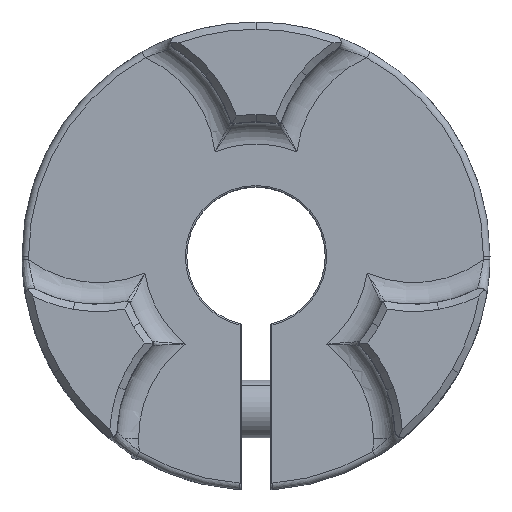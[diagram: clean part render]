
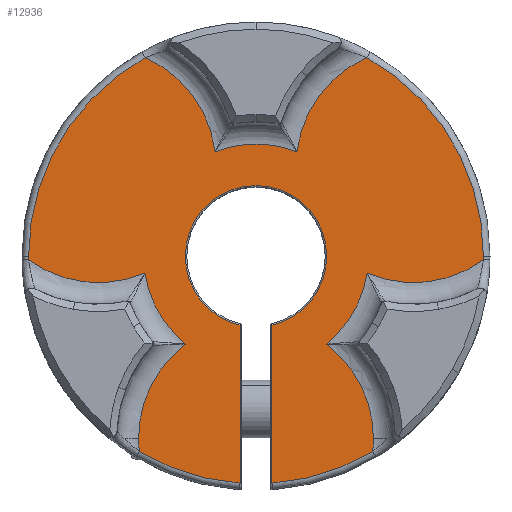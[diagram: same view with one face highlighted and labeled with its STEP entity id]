
A CAD part, top view. The second image highlights one B-rep face of the part: STEP entity #12936.
In plain terms, the highlighted planar face has unit normal (0, 0, 1).
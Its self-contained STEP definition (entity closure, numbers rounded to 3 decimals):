
#9588=CARTESIAN_POINT('',(-1.1,-4.739,10.4));
#9589=VERTEX_POINT('',#9588);
#10737=CARTESIAN_POINT('',(-1.1,-15.611,10.4));
#10738=VERTEX_POINT('',#10737);
#10982=CARTESIAN_POINT('',(1.1,-4.739,10.4));
#10983=VERTEX_POINT('',#10982);
#11026=CARTESIAN_POINT('',(-4.865,0.,10.4));
#11027=VERTEX_POINT('',#11026);
#11035=CARTESIAN_POINT('',(0.,0.,10.4));
#11036=DIRECTION('',(0.,0.,1.));
#11037=DIRECTION('',(1.,0.,-0.));
#11038=AXIS2_PLACEMENT_3D('',#11035,#11036,#11037);
#11039=CIRCLE('',#11038,4.865);
#11040=EDGE_CURVE('',#11027,#9589,#11039,.T.);
#12098=CARTESIAN_POINT('',(1.1,-15.611,10.4));
#12099=VERTEX_POINT('',#12098);
#12213=CARTESIAN_POINT('',(8.025,-13.436,10.4));
#12214=VERTEX_POINT('',#12213);
#12225=CARTESIAN_POINT('',(0.,0.,10.4));
#12226=DIRECTION('',(-0.,-0.,-1.));
#12227=DIRECTION('',(1.,0.,-0.));
#12228=AXIS2_PLACEMENT_3D('',#12225,#12226,#12227);
#12229=CIRCLE('',#12228,15.65);
#12230=EDGE_CURVE('',#12214,#12099,#12229,.T.);
#12757=CARTESIAN_POINT('',(0.,0.,10.4));
#12758=DIRECTION('',(0.,0.,1.));
#12759=DIRECTION('',(1.,0.,0.));
#12760=AXIS2_PLACEMENT_3D('',#12757,#12758,#12759);
#12761=PLANE('',#12760);
#12762=CARTESIAN_POINT('',(1.1,-115.613,10.4));
#12763=DIRECTION('',(-0.,1.,-0.));
#12764=VECTOR('',#12763,108.723);
#12765=LINE('',#12762,#12764);
#12766=EDGE_CURVE('',#12099,#10983,#12765,.T.);
#12767=ORIENTED_EDGE('',*,*,#12766,.F.);
#12768=ORIENTED_EDGE('',*,*,#12230,.F.);
#12769=CARTESIAN_POINT('',(8.077,-12.52,10.4));
#12770=VERTEX_POINT('',#12769);
#12771=CARTESIAN_POINT('',(-0.,-12.52,10.4));
#12772=DIRECTION('',(-0.,-0.,-1.));
#12773=DIRECTION('',(1.,0.,-0.));
#12774=AXIS2_PLACEMENT_3D('',#12771,#12772,#12773);
#12775=CIRCLE('',#12774,8.077);
#12776=EDGE_CURVE('',#12770,#12214,#12775,.T.);
#12777=ORIENTED_EDGE('',*,*,#12776,.F.);
#12778=CARTESIAN_POINT('',(4.823,-6.041,10.4));
#12779=VERTEX_POINT('',#12778);
#12780=CARTESIAN_POINT('',(-0.,-12.52,10.4));
#12781=DIRECTION('',(-0.,-0.,-1.));
#12782=DIRECTION('',(1.,0.,-0.));
#12783=AXIS2_PLACEMENT_3D('',#12780,#12781,#12782);
#12784=CIRCLE('',#12783,8.077);
#12785=EDGE_CURVE('',#12779,#12770,#12784,.T.);
#12786=ORIENTED_EDGE('',*,*,#12785,.F.);
#12787=CARTESIAN_POINT('',(7.643,-1.156,10.4));
#12788=VERTEX_POINT('',#12787);
#12789=CARTESIAN_POINT('',(0.,0.,10.4));
#12790=DIRECTION('',(-0.,-0.,-1.));
#12791=DIRECTION('',(1.,0.,-0.));
#12792=AXIS2_PLACEMENT_3D('',#12789,#12790,#12791);
#12793=CIRCLE('',#12792,7.73);
#12794=EDGE_CURVE('',#12788,#12779,#12793,.T.);
#12795=ORIENTED_EDGE('',*,*,#12794,.F.);
#12796=CARTESIAN_POINT('',(15.648,-0.232,10.4));
#12797=VERTEX_POINT('',#12796);
#12798=CARTESIAN_POINT('',(10.843,6.26,10.4));
#12799=DIRECTION('',(-0.,-0.,-1.));
#12800=DIRECTION('',(1.,0.,-0.));
#12801=AXIS2_PLACEMENT_3D('',#12798,#12799,#12800);
#12802=CIRCLE('',#12801,8.077);
#12803=EDGE_CURVE('',#12797,#12788,#12802,.T.);
#12804=ORIENTED_EDGE('',*,*,#12803,.F.);
#12805=CARTESIAN_POINT('',(15.65,-0.,10.4));
#12806=VERTEX_POINT('',#12805);
#12807=CARTESIAN_POINT('',(0.,0.,10.4));
#12808=DIRECTION('',(-0.,-0.,-1.));
#12809=DIRECTION('',(1.,0.,-0.));
#12810=AXIS2_PLACEMENT_3D('',#12807,#12808,#12809);
#12811=CIRCLE('',#12810,15.65);
#12812=EDGE_CURVE('',#12806,#12797,#12811,.T.);
#12813=ORIENTED_EDGE('',*,*,#12812,.F.);
#12814=CARTESIAN_POINT('',(7.623,13.668,10.4));
#12815=VERTEX_POINT('',#12814);
#12816=CARTESIAN_POINT('',(0.,0.,10.4));
#12817=DIRECTION('',(-0.,-0.,-1.));
#12818=DIRECTION('',(1.,0.,-0.));
#12819=AXIS2_PLACEMENT_3D('',#12816,#12817,#12818);
#12820=CIRCLE('',#12819,15.65);
#12821=EDGE_CURVE('',#12815,#12806,#12820,.T.);
#12822=ORIENTED_EDGE('',*,*,#12821,.F.);
#12823=CARTESIAN_POINT('',(2.82,7.197,10.4));
#12824=VERTEX_POINT('',#12823);
#12825=CARTESIAN_POINT('',(10.843,6.26,10.4));
#12826=DIRECTION('',(-0.,-0.,-1.));
#12827=DIRECTION('',(1.,0.,-0.));
#12828=AXIS2_PLACEMENT_3D('',#12825,#12826,#12827);
#12829=CIRCLE('',#12828,8.077);
#12830=EDGE_CURVE('',#12824,#12815,#12829,.T.);
#12831=ORIENTED_EDGE('',*,*,#12830,.F.);
#12832=CARTESIAN_POINT('',(-2.82,7.197,10.4));
#12833=VERTEX_POINT('',#12832);
#12834=CARTESIAN_POINT('',(0.,0.,10.4));
#12835=DIRECTION('',(-0.,-0.,-1.));
#12836=DIRECTION('',(1.,0.,-0.));
#12837=AXIS2_PLACEMENT_3D('',#12834,#12835,#12836);
#12838=CIRCLE('',#12837,7.73);
#12839=EDGE_CURVE('',#12833,#12824,#12838,.T.);
#12840=ORIENTED_EDGE('',*,*,#12839,.F.);
#12841=CARTESIAN_POINT('',(-7.623,13.668,10.4));
#12842=VERTEX_POINT('',#12841);
#12843=CARTESIAN_POINT('',(-10.843,6.26,10.4));
#12844=DIRECTION('',(-0.,-0.,-1.));
#12845=DIRECTION('',(1.,0.,-0.));
#12846=AXIS2_PLACEMENT_3D('',#12843,#12844,#12845);
#12847=CIRCLE('',#12846,8.077);
#12848=EDGE_CURVE('',#12842,#12833,#12847,.T.);
#12849=ORIENTED_EDGE('',*,*,#12848,.F.);
#12850=CARTESIAN_POINT('',(-15.65,0.,10.4));
#12851=VERTEX_POINT('',#12850);
#12852=CARTESIAN_POINT('',(0.,0.,10.4));
#12853=DIRECTION('',(-0.,-0.,-1.));
#12854=DIRECTION('',(1.,0.,-0.));
#12855=AXIS2_PLACEMENT_3D('',#12852,#12853,#12854);
#12856=CIRCLE('',#12855,15.65);
#12857=EDGE_CURVE('',#12851,#12842,#12856,.T.);
#12858=ORIENTED_EDGE('',*,*,#12857,.F.);
#12859=CARTESIAN_POINT('',(-15.648,-0.232,10.4));
#12860=VERTEX_POINT('',#12859);
#12861=CARTESIAN_POINT('',(0.,0.,10.4));
#12862=DIRECTION('',(-0.,-0.,-1.));
#12863=DIRECTION('',(1.,0.,-0.));
#12864=AXIS2_PLACEMENT_3D('',#12861,#12862,#12863);
#12865=CIRCLE('',#12864,15.65);
#12866=EDGE_CURVE('',#12860,#12851,#12865,.T.);
#12867=ORIENTED_EDGE('',*,*,#12866,.F.);
#12868=CARTESIAN_POINT('',(-7.643,-1.156,10.4));
#12869=VERTEX_POINT('',#12868);
#12870=CARTESIAN_POINT('',(-10.843,6.26,10.4));
#12871=DIRECTION('',(-0.,-0.,-1.));
#12872=DIRECTION('',(1.,0.,-0.));
#12873=AXIS2_PLACEMENT_3D('',#12870,#12871,#12872);
#12874=CIRCLE('',#12873,8.077);
#12875=EDGE_CURVE('',#12869,#12860,#12874,.T.);
#12876=ORIENTED_EDGE('',*,*,#12875,.F.);
#12877=CARTESIAN_POINT('',(-4.823,-6.041,10.4));
#12878=VERTEX_POINT('',#12877);
#12879=CARTESIAN_POINT('',(0.,0.,10.4));
#12880=DIRECTION('',(-0.,-0.,-1.));
#12881=DIRECTION('',(1.,0.,-0.));
#12882=AXIS2_PLACEMENT_3D('',#12879,#12880,#12881);
#12883=CIRCLE('',#12882,7.73);
#12884=EDGE_CURVE('',#12878,#12869,#12883,.T.);
#12885=ORIENTED_EDGE('',*,*,#12884,.F.);
#12886=CARTESIAN_POINT('',(-8.077,-12.52,10.4));
#12887=VERTEX_POINT('',#12886);
#12888=CARTESIAN_POINT('',(-0.,-12.52,10.4));
#12889=DIRECTION('',(-0.,-0.,-1.));
#12890=DIRECTION('',(1.,0.,-0.));
#12891=AXIS2_PLACEMENT_3D('',#12888,#12889,#12890);
#12892=CIRCLE('',#12891,8.077);
#12893=EDGE_CURVE('',#12887,#12878,#12892,.T.);
#12894=ORIENTED_EDGE('',*,*,#12893,.F.);
#12895=CARTESIAN_POINT('',(-8.025,-13.436,10.4));
#12896=VERTEX_POINT('',#12895);
#12897=CARTESIAN_POINT('',(-0.,-12.52,10.4));
#12898=DIRECTION('',(-0.,-0.,-1.));
#12899=DIRECTION('',(1.,0.,-0.));
#12900=AXIS2_PLACEMENT_3D('',#12897,#12898,#12899);
#12901=CIRCLE('',#12900,8.077);
#12902=EDGE_CURVE('',#12896,#12887,#12901,.T.);
#12903=ORIENTED_EDGE('',*,*,#12902,.F.);
#12904=CARTESIAN_POINT('',(0.,0.,10.4));
#12905=DIRECTION('',(-0.,-0.,-1.));
#12906=DIRECTION('',(1.,0.,-0.));
#12907=AXIS2_PLACEMENT_3D('',#12904,#12905,#12906);
#12908=CIRCLE('',#12907,15.65);
#12909=EDGE_CURVE('',#10738,#12896,#12908,.T.);
#12910=ORIENTED_EDGE('',*,*,#12909,.F.);
#12911=CARTESIAN_POINT('',(-1.1,-6.89,10.4));
#12912=DIRECTION('',(-0.,-1.,-0.));
#12913=VECTOR('',#12912,108.723);
#12914=LINE('',#12911,#12913);
#12915=EDGE_CURVE('',#9589,#10738,#12914,.T.);
#12916=ORIENTED_EDGE('',*,*,#12915,.F.);
#12917=ORIENTED_EDGE('',*,*,#11040,.F.);
#12918=CARTESIAN_POINT('',(4.865,-0.,10.4));
#12919=VERTEX_POINT('',#12918);
#12920=CARTESIAN_POINT('',(0.,0.,10.4));
#12921=DIRECTION('',(0.,0.,1.));
#12922=DIRECTION('',(1.,0.,-0.));
#12923=AXIS2_PLACEMENT_3D('',#12920,#12921,#12922);
#12924=CIRCLE('',#12923,4.865);
#12925=EDGE_CURVE('',#12919,#11027,#12924,.T.);
#12926=ORIENTED_EDGE('',*,*,#12925,.F.);
#12927=CARTESIAN_POINT('',(0.,0.,10.4));
#12928=DIRECTION('',(0.,0.,1.));
#12929=DIRECTION('',(1.,0.,-0.));
#12930=AXIS2_PLACEMENT_3D('',#12927,#12928,#12929);
#12931=CIRCLE('',#12930,4.865);
#12932=EDGE_CURVE('',#10983,#12919,#12931,.T.);
#12933=ORIENTED_EDGE('',*,*,#12932,.F.);
#12934=EDGE_LOOP('',(#12767,#12768,#12777,#12786,#12795,#12804,#12813,#12822,#12831,#12840,#12849,#12858,#12867,#12876,#12885,#12894,#12903,#12910,#12916,#12917,#12926,#12933));
#12935=FACE_BOUND('',#12934,.T.);
#12936=ADVANCED_FACE('',(#12935),#12761,.T.);
